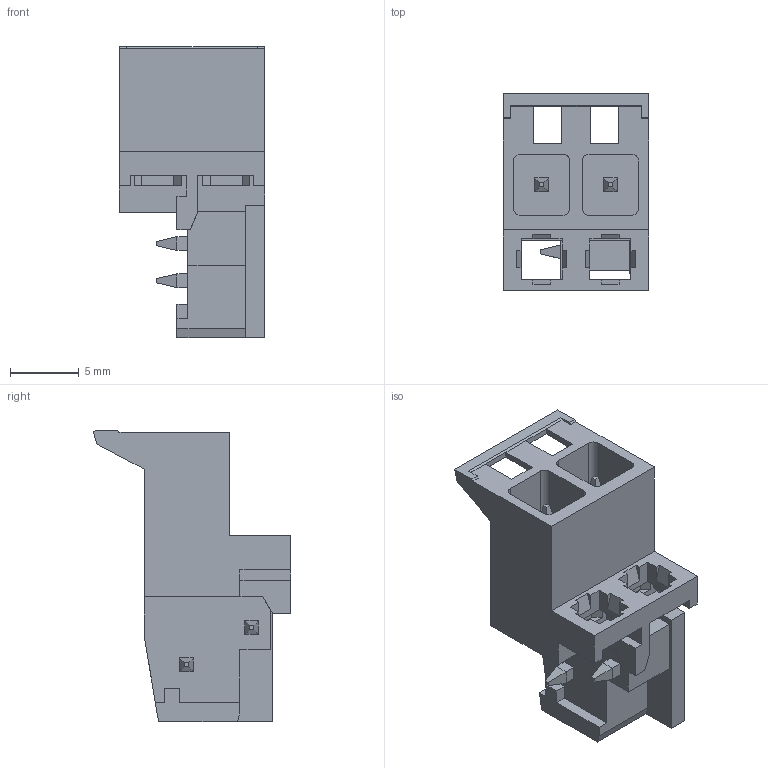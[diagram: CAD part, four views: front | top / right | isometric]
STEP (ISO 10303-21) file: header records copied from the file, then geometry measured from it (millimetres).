
FILE_DESCRIPTION(('CATIA V5 STEP Exchange','CAx-IF Rec.Pracs.--- Model Styling and Organization---1.4--- 2014-01-23'),'2;1');
FILE_NAME ('13128613_3', '2021-11-30T12:40:48+00:00', ('none'), ('Weidmueller'), 'CATIA Version 5-6 Release 2016 SP3 HF44', 'CATIA V5 STEP AP214', 'none');
FILE_SCHEMA(('AUTOMOTIVE_DESIGN { 1 0 10303 214 1 1 1 1 }'));
Length unit declared in the file: millimetre
Products named in the file (1): S3D_SHL-SMT_5-00_02GL_1-5_XXX
Bounding box: 10.6 x 14.38 x 21.19 mm (x, y, z)
Volume: 1026.6 mm3; surface area: 1423.9 mm2
Topology: 5 solids, 5 shells, 156 faces, 432 edges, 284 vertices
Faces by surface type: plane 148, extrusion 7, cylinder 1
Entity records: 5032 total; most frequent: CARTESIAN_POINT 900, ORIENTED_EDGE 864, DIRECTION 715, EDGE_CURVE 432, VECTOR 417, LINE 410, VERTEX_POINT 284, EDGE_LOOP 162
